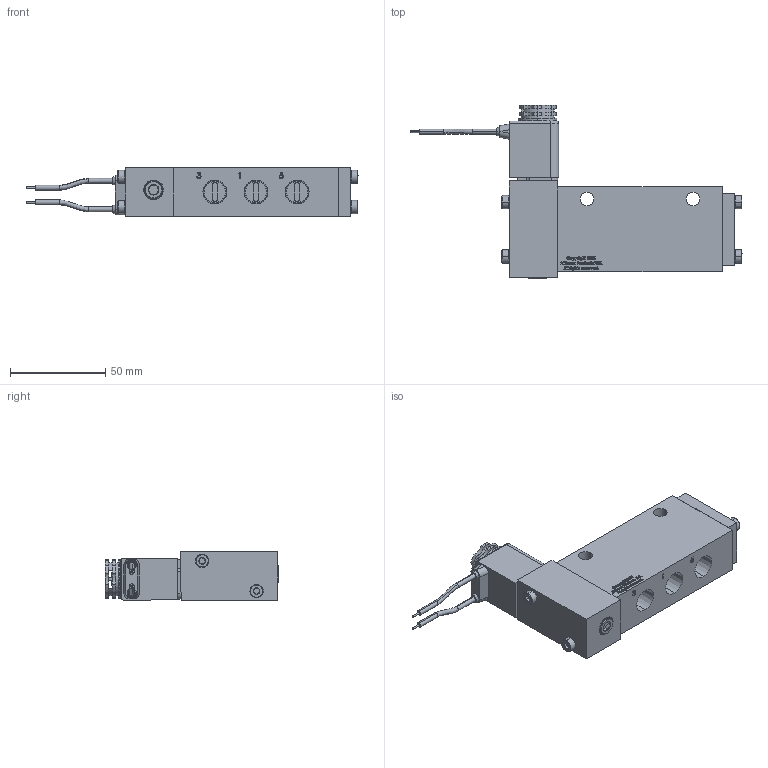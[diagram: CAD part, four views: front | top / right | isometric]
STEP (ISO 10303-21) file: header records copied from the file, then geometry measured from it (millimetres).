
FILE_DESCRIPTION (( 'STEP AP214' ), '1' );
FILE_NAME ('V2506R0514-DAL-VALVE-.25-NPT-5-2-SOL-SR-12DC.STEP', '2021-07-30T08:33:12', ( '' ), ( '' ), 'SwSTEP 2.0', 'SolidWorks 2018', '' );
FILE_SCHEMA (( 'AUTOMOTIVE_DESIGN' ));
Length unit declared in the file: inch
Products named in the file (1): V2506R0514-DAL-VALVE-.25-NPT-5-2-SOL-SR-12DC
Bounding box: 174.3 x 91.32 x 25.42 mm (x, y, z)
Volume: 147602.5 mm3; surface area: 30875.4 mm2
Topology: 15 solids, 15 shells, 2127 faces, 5542 edges, 3599 vertices
Faces by surface type: plane 1097, bspline 640, cylinder 252, cone 138
Entity records: 122964 total; most frequent: CARTESIAN_POINT 47990, ORIENTED_EDGE 11062, DIRECTION 7686, EDGE_CURVE 5531, VERTEX_POINT 3599, VECTOR 3430, LINE 3430, EDGE_LOOP 2338
